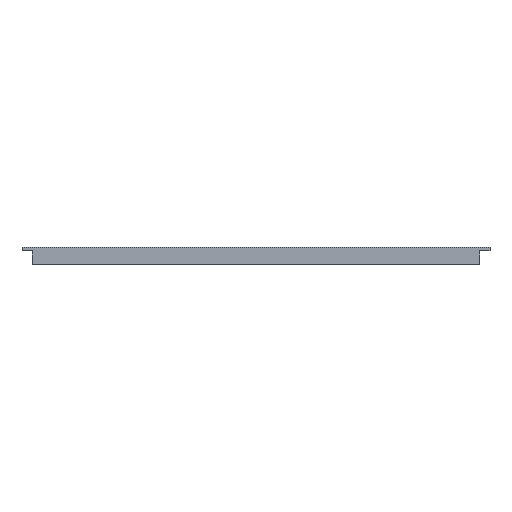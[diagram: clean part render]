
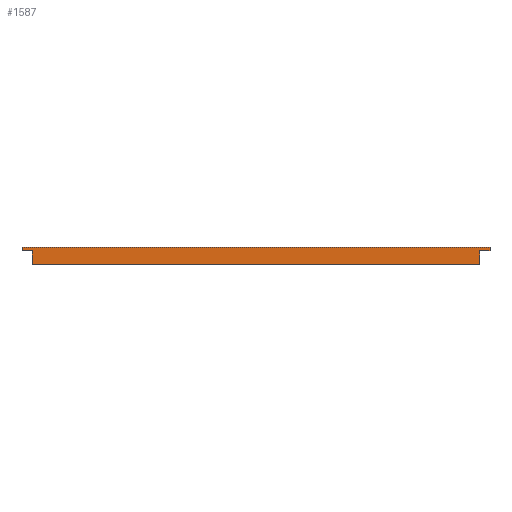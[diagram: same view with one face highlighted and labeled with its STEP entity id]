
A CAD part, front view. The second image highlights one B-rep face of the part: STEP entity #1587.
In plain terms, the highlighted planar face has unit normal (0, -1, 0).
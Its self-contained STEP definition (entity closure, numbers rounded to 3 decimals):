
#37=DIRECTION('',(1.,0.,0.));
#38=VECTOR('',#37,67.);
#39=CARTESIAN_POINT('',(-33.5,0.,0.));
#40=LINE('698',#39,#38);
#45=DIRECTION('',(0.,0.,-1.));
#46=VECTOR('',#45,0.5);
#47=CARTESIAN_POINT('',(33.5,0.,0.));
#48=LINE('699',#47,#46);
#52=DIRECTION('',(-1.,0.,0.));
#53=VECTOR('',#52,1.5);
#54=CARTESIAN_POINT('',(33.5,0.,-0.5));
#55=LINE('700',#54,#53);
#59=DIRECTION('',(0.,0.,-1.));
#60=VECTOR('',#59,2.);
#61=CARTESIAN_POINT('',(32.,0.,-0.5));
#62=LINE('701',#61,#60);
#66=DIRECTION('',(-1.,0.,0.));
#67=VECTOR('',#66,64.);
#68=CARTESIAN_POINT('',(32.,0.,-2.5));
#69=LINE('702',#68,#67);
#73=DIRECTION('',(0.,0.,1.));
#74=VECTOR('',#73,2.);
#75=CARTESIAN_POINT('',(-32.,0.,-2.5));
#76=LINE('703',#75,#74);
#80=DIRECTION('',(-1.,0.,0.));
#81=VECTOR('',#80,1.5);
#82=CARTESIAN_POINT('',(-32.,0.,-0.5));
#83=LINE('704',#82,#81);
#87=DIRECTION('',(0.,0.,1.));
#88=VECTOR('',#87,0.5);
#89=CARTESIAN_POINT('',(-33.5,0.,-0.5));
#90=LINE('705',#89,#88);
#1320=CARTESIAN_POINT('',(-33.5,0.,0.));
#1321=CARTESIAN_POINT('',(33.5,0.,0.));
#1322=VERTEX_POINT('',#1320);
#1323=VERTEX_POINT('',#1321);
#1324=CARTESIAN_POINT('',(33.5,0.,-0.5));
#1325=VERTEX_POINT('',#1324);
#1326=CARTESIAN_POINT('',(32.,0.,-0.5));
#1327=VERTEX_POINT('',#1326);
#1328=CARTESIAN_POINT('',(32.,0.,-2.5));
#1329=VERTEX_POINT('',#1328);
#1330=CARTESIAN_POINT('',(-32.,0.,-2.5));
#1331=VERTEX_POINT('',#1330);
#1332=CARTESIAN_POINT('',(-32.,0.,-0.5));
#1333=VERTEX_POINT('',#1332);
#1334=CARTESIAN_POINT('',(-33.5,0.,-0.5));
#1335=VERTEX_POINT('',#1334);
#1564=CARTESIAN_POINT('',(0.,0.,0.));
#1565=DIRECTION('',(0.,1.,0.));
#1566=DIRECTION('',(1.,0.,0.));
#1567=AXIS2_PLACEMENT_3D('',#1564,#1565,#1566);
#1568=PLANE('880',#1567);
#1570=ORIENTED_EDGE('698',*,*,#1569,.T.);
#1572=ORIENTED_EDGE('699',*,*,#1571,.T.);
#1574=ORIENTED_EDGE('700',*,*,#1573,.T.);
#1576=ORIENTED_EDGE('701',*,*,#1575,.T.);
#1578=ORIENTED_EDGE('702',*,*,#1577,.T.);
#1580=ORIENTED_EDGE('703',*,*,#1579,.T.);
#1582=ORIENTED_EDGE('704',*,*,#1581,.T.);
#1584=ORIENTED_EDGE('705',*,*,#1583,.T.);
#1585=EDGE_LOOP('880',(#1570,#1572,#1574,#1576,#1578,#1580,#1582,#1584));
#1586=FACE_OUTER_BOUND('880',#1585,.F.);
#1569=EDGE_CURVE('698',#1322,#1323,#40,.T.);
#1571=EDGE_CURVE('699',#1323,#1325,#48,.T.);
#1573=EDGE_CURVE('700',#1325,#1327,#55,.T.);
#1575=EDGE_CURVE('701',#1327,#1329,#62,.T.);
#1577=EDGE_CURVE('702',#1329,#1331,#69,.T.);
#1579=EDGE_CURVE('703',#1331,#1333,#76,.T.);
#1581=EDGE_CURVE('704',#1333,#1335,#83,.T.);
#1583=EDGE_CURVE('705',#1335,#1322,#90,.T.);
#1587=ADVANCED_FACE('880',(#1586),#1568,.F.);
